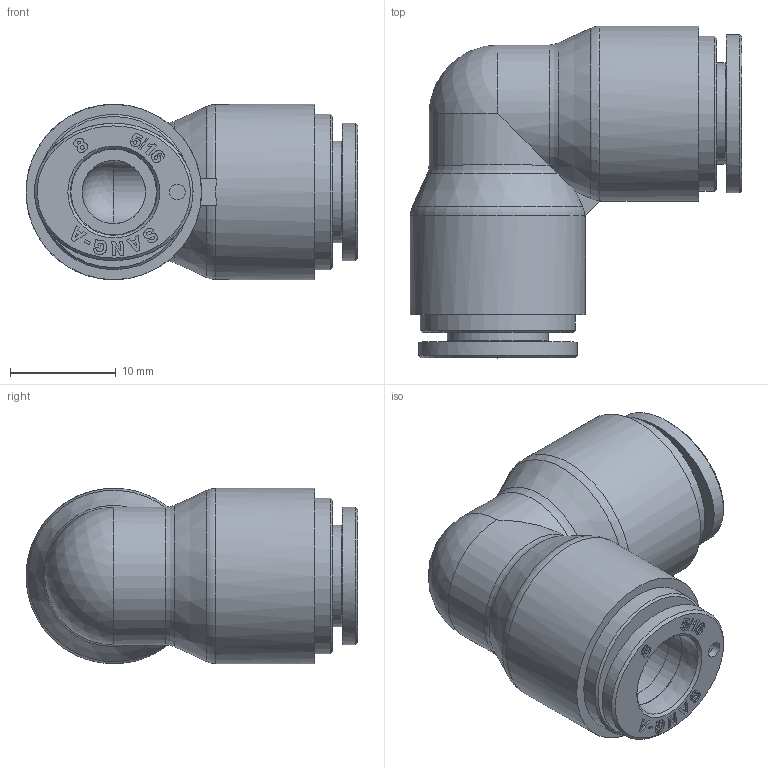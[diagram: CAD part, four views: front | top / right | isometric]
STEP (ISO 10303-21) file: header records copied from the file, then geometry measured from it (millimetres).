
FILE_DESCRIPTION((''),'2;1');
FILE_NAME('CR-PUL 08.stp','2020-08-25T13:43:00',('user'),(''),'Autodesk Inventor 2013','Autodesk Inventor 2013','');
FILE_SCHEMA(('AUTOMOTIVE_DESIGN { 1 0 10303 214 1 1 1 1 }'));
Length unit declared in the file: millimetre
Products named in the file (5): 조립품10; CR-PUL 08 BODY; CR-COLLAR 08; HR-Collar 08L(SUS); CR-SLEEVE 08
Assembly tree (5 placements, depth 3):
  조립품10
    CR-PUL 08 BODY
    CR-COLLAR 08  x2
      HR-Collar 08L(SUS)
      CR-SLEEVE 08
Bounding box: 31.4 x 31.4 x 16.6 mm (x, y, z)
Volume: 5926.4 mm3; surface area: 4488.1 mm2
Topology: 5 solids, 5 shells, 769 faces, 2155 edges, 1434 vertices
Faces by surface type: plane 685, bspline 40, cylinder 28, cone 10, torus 4, sphere 2
Full cylindrical faces by diameter (mm): 1.5 x2, 6 x2, 8.2 x4, 9.6 x2, 14.7 x2, 16.6 x2
Entity records: 12889 total; most frequent: CARTESIAN_POINT 2670, ORIENTED_EDGE 2166, DIRECTION 1931, EDGE_CURVE 1083, VECTOR 981, LINE 981, VERTEX_POINT 728, AXIS2_PLACEMENT_3D 475
